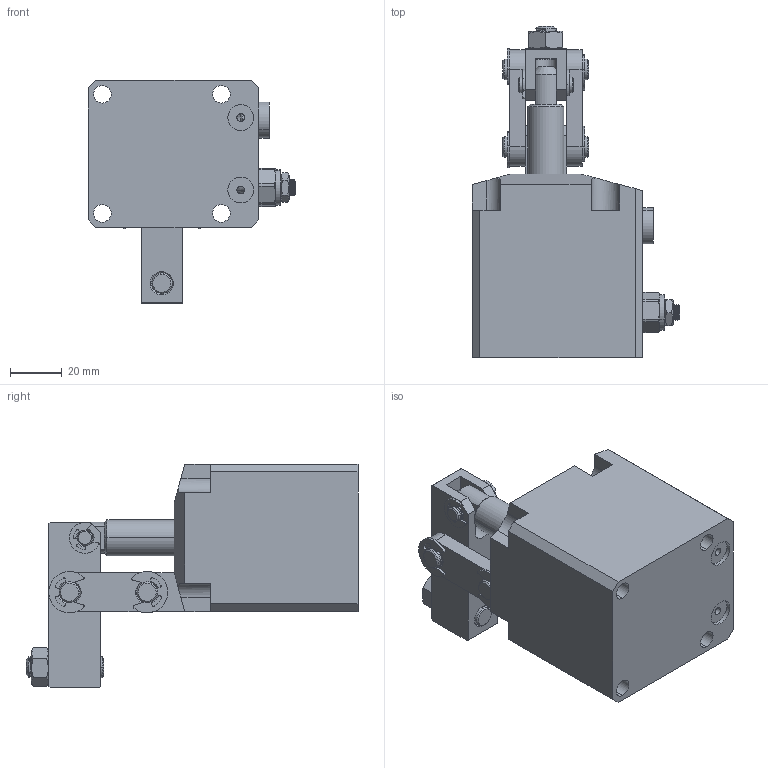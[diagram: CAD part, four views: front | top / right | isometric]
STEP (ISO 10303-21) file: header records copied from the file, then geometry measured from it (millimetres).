
FILE_DESCRIPTION (( 'STEP AP203' ), '1' );
FILE_NAME ('CBLU-35CR話裝蚐揤詰.STEP', '2019-04-14T06:22:12', ( '' ), ( '' ), 'SwSTEP 2.0', 'SolidWorks 2017', '' );
FILE_SCHEMA (( 'CONFIG_CONTROL_DESIGN' ));
Length unit declared in the file: millimetre
Products named in the file (13): CBLU-35CR話裝蚐揤詰; 35揤旋; 錨璃2_1; 蟀裝_1; 掛极CR_4; e rings gb_GB_CONNECTING_PIECE_RINGS_HR 8; e rings gb_GB_CONNECTING_PIECE_RINGS_HR 6_1; 蹟佪2; 酗种粣_1; CZL10覃厒概_5; 活塞杆_6_1; hex nuts, style 1-grades ab gb_GB_FASTENER_NUT_SNAB1 M8-N; 傻种粣_1
Assembly tree (18 placements, depth 2):
  CBLU-35CR話裝蚐揤詰
    掛极CR_4
    錨璃2_1
    活塞杆_6_1
    蟀裝_1  x2
    35揤旋
    傻种粣_1
    酗种粣_1  x2
    e rings gb_GB_CONNECTING_PIECE_RINGS_HR 6_1  x2
    e rings gb_GB_CONNECTING_PIECE_RINGS_HR 8  x4
    hex nuts, style 1-grades ab gb_GB_FASTENER_NUT_SNAB1 M8-N
    蹟佪2
    CZL10覃厒概_5
Bounding box: 80.3 x 128.3 x 86.5 mm (x, y, z)
Volume: 258726.2 mm3; surface area: 62944.1 mm2
Topology: 20 solids, 20 shells, 763 faces, 1990 edges, 1279 vertices
Faces by surface type: cylinder 343, plane 210, cone 135, bspline 75
Entity records: 28015 total; most frequent: CARTESIAN_POINT 11970, ORIENTED_EDGE 3252, DIRECTION 2826, EDGE_CURVE 1626, AXIS2_PLACEMENT_3D 1085, VERTEX_POINT 1044, EDGE_LOOP 696, VECTOR 656
